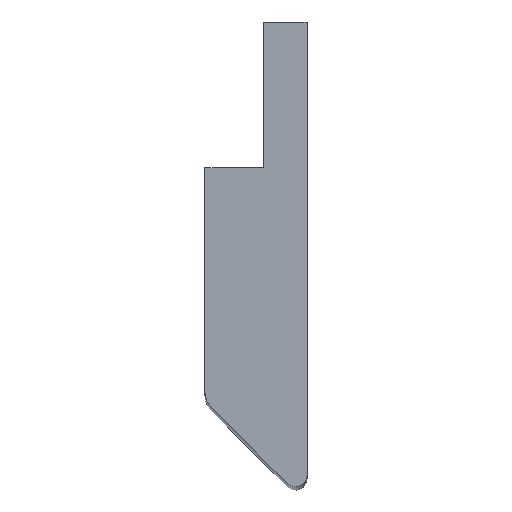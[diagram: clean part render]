
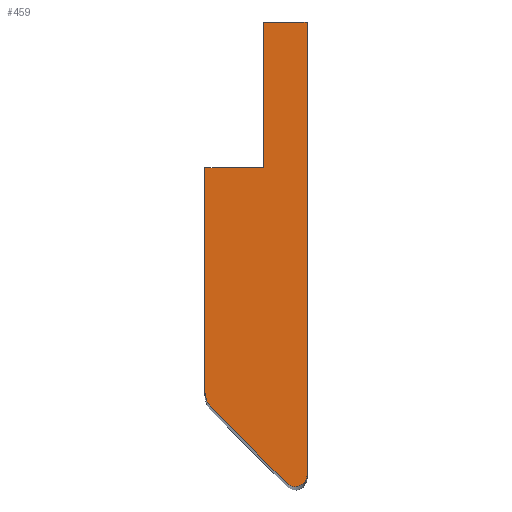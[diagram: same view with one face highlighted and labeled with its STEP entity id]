
A CAD part, top view. The second image highlights one B-rep face of the part: STEP entity #459.
In plain terms, the highlighted planar face has unit normal (0, 0, 1).
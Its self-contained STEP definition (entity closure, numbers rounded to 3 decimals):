
#17 = ORIENTED_EDGE ( 'NONE', *, *, #92, .F. ) ;
#50 = ORIENTED_EDGE ( 'NONE', *, *, #244, .F. ) ;
#51 = CARTESIAN_POINT ( 'NONE',  ( -5.5, 4.621, 150. ) ) ;
#71 = CARTESIAN_POINT ( 'NONE',  ( -6.561, 3.561, 150. ) ) ;
#92 = EDGE_CURVE ( 'NONE', #724, #97, #303, .T. ) ;
#97 = VERTEX_POINT ( 'NONE', #593 ) ;
#100 = LINE ( 'NONE', #155, #747 ) ;
#104 = EDGE_LOOP ( 'NONE', ( #139, #482, #17, #265, #369, #427, #50, #192 ) ) ;
#129 = CARTESIAN_POINT ( 'NONE',  ( -7., 7., 150. ) ) ;
#139 = ORIENTED_EDGE ( 'NONE', *, *, #146, .F. ) ;
#145 = DIRECTION ( 'NONE',  ( 1., 0., 0. ) ) ;
#146 = EDGE_CURVE ( 'NONE', #565, #683, #318, .T. ) ;
#147 = CARTESIAN_POINT ( 'NONE',  ( -7., 20., 150. ) ) ;
#151 = DIRECTION ( 'NONE',  ( 0., 0., 1. ) ) ;
#153 = VECTOR ( 'NONE', #711, 1000. ) ;
#155 = CARTESIAN_POINT ( 'NONE',  ( -7., 4., 150. ) ) ;
#174 = DIRECTION ( 'NONE',  ( -1., 0., 0. ) ) ;
#186 = CARTESIAN_POINT ( 'NONE',  ( 0., -1.069, 150. ) ) ;
#187 = VECTOR ( 'NONE', #174, 1000. ) ;
#188 = VERTEX_POINT ( 'NONE', #147 ) ;
#192 = ORIENTED_EDGE ( 'NONE', *, *, #201, .F. ) ;
#201 = EDGE_CURVE ( 'NONE', #683, #594, #100, .T. ) ;
#208 = VERTEX_POINT ( 'NONE', #554 ) ;
#214 = DIRECTION ( 'NONE',  ( 0., 1., 0. ) ) ;
#220 = DIRECTION ( 'NONE',  ( 1., 0., 0. ) ) ;
#244 = EDGE_CURVE ( 'NONE', #594, #511, #475, .T. ) ;
#248 = LINE ( 'NONE', #477, #153 ) ;
#265 = ORIENTED_EDGE ( 'NONE', *, *, #761, .F. ) ;
#266 = VECTOR ( 'NONE', #214, 1000. ) ;
#274 = CARTESIAN_POINT ( 'NONE',  ( -0.8, -1.069, 150. ) ) ;
#294 = AXIS2_PLACEMENT_3D ( 'NONE', #274, #677, #675 ) ;
#303 = LINE ( 'NONE', #422, #636 ) ;
#318 = CIRCLE ( 'NONE', #294, 0.8 ) ;
#325 = EDGE_CURVE ( 'NONE', #208, #188, #575, .T. ) ;
#331 = PLANE ( 'NONE',  #457 ) ;
#339 = EDGE_CURVE ( 'NONE', #511, #188, #403, .T. ) ;
#369 = ORIENTED_EDGE ( 'NONE', *, *, #325, .T. ) ;
#378 = VECTOR ( 'NONE', #483, 1000. ) ;
#393 = CARTESIAN_POINT ( 'NONE',  ( -3., 30., 150. ) ) ;
#398 = DIRECTION ( 'NONE',  ( 0., 0., -1. ) ) ;
#403 = LINE ( 'NONE', #129, #378 ) ;
#422 = CARTESIAN_POINT ( 'NONE',  ( 0., 30., 150. ) ) ;
#423 = EDGE_CURVE ( 'NONE', #97, #565, #248, .T. ) ;
#426 = CARTESIAN_POINT ( 'NONE',  ( -7.01, 30., 150. ) ) ;
#427 = ORIENTED_EDGE ( 'NONE', *, *, #339, .F. ) ;
#443 = CARTESIAN_POINT ( 'NONE',  ( -1.366, -1.634, 150. ) ) ;
#457 = AXIS2_PLACEMENT_3D ( 'NONE', #426, #151, #145 ) ;
#459 = ADVANCED_FACE ( 'NONE', ( #723 ), #331, .T. ) ;
#464 = CARTESIAN_POINT ( 'NONE',  ( -7., 20., 150. ) ) ;
#475 = CIRCLE ( 'NONE', #581, 1.5 ) ;
#477 = CARTESIAN_POINT ( 'NONE',  ( 0., 0., 150. ) ) ;
#482 = ORIENTED_EDGE ( 'NONE', *, *, #423, .F. ) ;
#483 = DIRECTION ( 'NONE',  ( 0., 1., 0. ) ) ;
#511 = VERTEX_POINT ( 'NONE', #704 ) ;
#513 = CARTESIAN_POINT ( 'NONE',  ( -3., 20., 150. ) ) ;
#550 = DIRECTION ( 'NONE',  ( -0.707, 0.707, 0. ) ) ;
#554 = CARTESIAN_POINT ( 'NONE',  ( -3., 20., 150. ) ) ;
#565 = VERTEX_POINT ( 'NONE', #186 ) ;
#575 = LINE ( 'NONE', #464, #187 ) ;
#581 = AXIS2_PLACEMENT_3D ( 'NONE', #51, #398, #220 ) ;
#593 = CARTESIAN_POINT ( 'NONE',  ( 0., 30., 150. ) ) ;
#594 = VERTEX_POINT ( 'NONE', #71 ) ;
#636 = VECTOR ( 'NONE', #664, 1000. ) ;
#664 = DIRECTION ( 'NONE',  ( 1., 0., 0. ) ) ;
#675 = DIRECTION ( 'NONE',  ( 1., 0., 0. ) ) ;
#677 = DIRECTION ( 'NONE',  ( 0., 0., -1. ) ) ;
#683 = VERTEX_POINT ( 'NONE', #443 ) ;
#704 = CARTESIAN_POINT ( 'NONE',  ( -7., 4.621, 150. ) ) ;
#711 = DIRECTION ( 'NONE',  ( 0., -1., 0. ) ) ;
#723 = FACE_OUTER_BOUND ( 'NONE', #104, .T. ) ;
#724 = VERTEX_POINT ( 'NONE', #393 ) ;
#738 = LINE ( 'NONE', #513, #266 ) ;
#747 = VECTOR ( 'NONE', #550, 1000. ) ;
#761 = EDGE_CURVE ( 'NONE', #208, #724, #738, .T. ) ;
